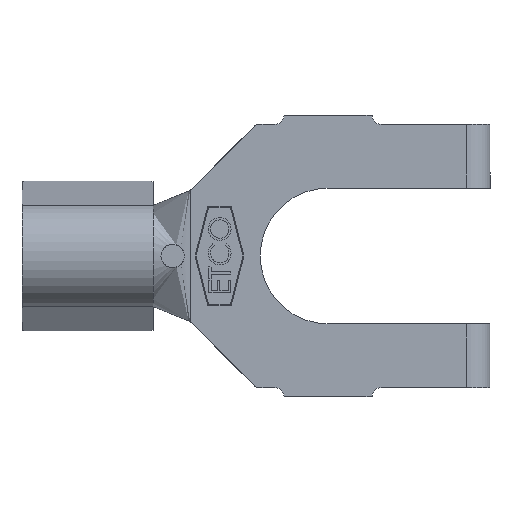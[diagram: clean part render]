
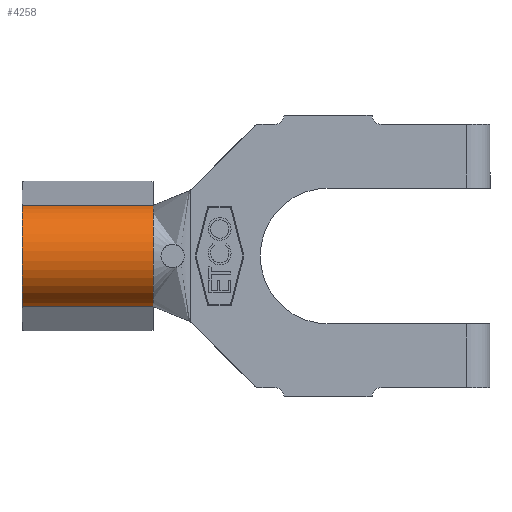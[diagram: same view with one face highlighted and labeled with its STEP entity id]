
A CAD part, front view. The second image highlights one B-rep face of the part: STEP entity #4258.
In plain terms, the highlighted cylindrical face has radius 1.422 mm (diameter 2.845 mm), a partial arc.
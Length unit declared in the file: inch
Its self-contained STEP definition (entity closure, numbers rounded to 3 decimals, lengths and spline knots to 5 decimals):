
#11 = DIRECTION ( 'NONE',  ( 1., 0., 0. ) ) ;
#200 = DIRECTION ( 'NONE',  ( 1., 0., 0. ) ) ;
#471 = EDGE_CURVE ( 'NONE', #4143, #5507, #4452, .T. ) ;
#700 = FACE_OUTER_BOUND ( 'NONE', #1924, .T. ) ;
#1003 = AXIS2_PLACEMENT_3D ( 'NONE', #4670, #200, #2199 ) ;
#1021 = EDGE_CURVE ( 'NONE', #5986, #4143, #4163, .T. ) ;
#1058 = DIRECTION ( 'NONE',  ( 1., 0., 0. ) ) ;
#1074 = CARTESIAN_POINT ( 'NONE',  ( -0.327, 0.04149, 0.05409 ) ) ;
#1084 = ORIENTED_EDGE ( 'NONE', *, *, #471, .F. ) ;
#1104 = CIRCLE ( 'NONE', #4749, 0.056 ) ;
#1199 = ORIENTED_EDGE ( 'NONE', *, *, #1021, .F. ) ;
#1373 = CARTESIAN_POINT ( 'NONE',  ( -0.327, 0.056, 0. ) ) ;
#1545 = ORIENTED_EDGE ( 'NONE', *, *, #2213, .T. ) ;
#1641 = AXIS2_PLACEMENT_3D ( 'NONE', #4331, #1058, #3051 ) ;
#1686 = DIRECTION ( 'NONE',  ( 1., 0., 0. ) ) ;
#1924 = EDGE_LOOP ( 'NONE', ( #1084, #1199, #6008, #1545 ) ) ;
#1953 = VECTOR ( 'NONE', #1686, 39.37008 ) ;
#2111 = CARTESIAN_POINT ( 'NONE',  ( -0.187, 0.04149, -0.05409 ) ) ;
#2199 = DIRECTION ( 'NONE',  ( 0., 0., -1. ) ) ;
#2213 = EDGE_CURVE ( 'NONE', #4666, #5507, #2506, .T. ) ;
#2506 = LINE ( 'NONE', #4480, #5063 ) ;
#2691 = CYLINDRICAL_SURFACE ( 'NONE', #1003, 0.056 ) ;
#3051 = DIRECTION ( 'NONE',  ( 0., 0., -1. ) ) ;
#3361 = DIRECTION ( 'NONE',  ( 1., 0., 0. ) ) ;
#3797 = CARTESIAN_POINT ( 'NONE',  ( -0.187, 0.04149, 0.05409 ) ) ;
#4143 = VERTEX_POINT ( 'NONE', #3797 ) ;
#4163 = LINE ( 'NONE', #6151, #1953 ) ;
#4258 = ADVANCED_FACE ( 'NONE', ( #700 ), #2691, .T. ) ;
#4331 = CARTESIAN_POINT ( 'NONE',  ( -0.187, 0.056, 0. ) ) ;
#4452 = CIRCLE ( 'NONE', #1641, 0.056 ) ;
#4480 = CARTESIAN_POINT ( 'NONE',  ( -0.327, 0.04149, -0.05409 ) ) ;
#4666 = VERTEX_POINT ( 'NONE', #4860 ) ;
#4670 = CARTESIAN_POINT ( 'NONE',  ( -0.327, 0.056, 0. ) ) ;
#4749 = AXIS2_PLACEMENT_3D ( 'NONE', #1373, #3361, #5344 ) ;
#4860 = CARTESIAN_POINT ( 'NONE',  ( -0.327, 0.04149, -0.05409 ) ) ;
#5063 = VECTOR ( 'NONE', #11, 39.37008 ) ;
#5344 = DIRECTION ( 'NONE',  ( 0., 0., -1. ) ) ;
#5507 = VERTEX_POINT ( 'NONE', #2111 ) ;
#5986 = VERTEX_POINT ( 'NONE', #1074 ) ;
#6008 = ORIENTED_EDGE ( 'NONE', *, *, #6245, .T. ) ;
#6151 = CARTESIAN_POINT ( 'NONE',  ( -0.327, 0.04149, 0.05409 ) ) ;
#6245 = EDGE_CURVE ( 'NONE', #5986, #4666, #1104, .T. ) ;
